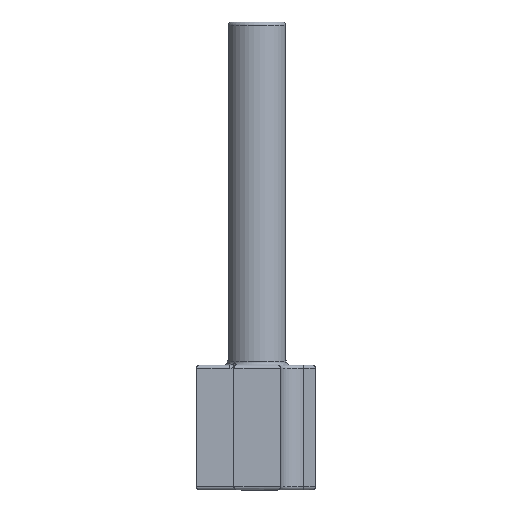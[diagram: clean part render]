
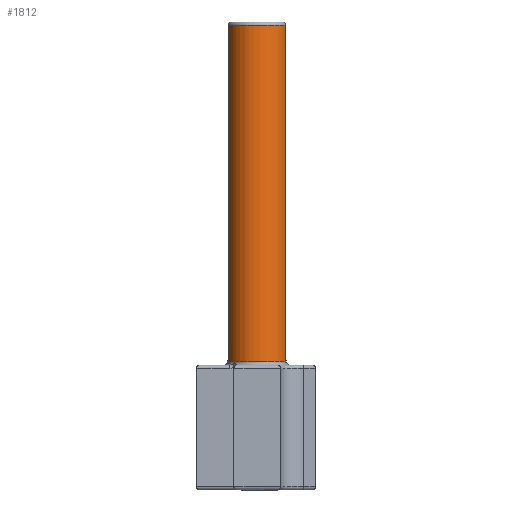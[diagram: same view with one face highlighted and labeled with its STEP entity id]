
A CAD part, top view. The second image highlights one B-rep face of the part: STEP entity #1812.
In plain terms, the highlighted cylindrical face has radius 4.75 mm (diameter 9.5 mm), a partial arc.
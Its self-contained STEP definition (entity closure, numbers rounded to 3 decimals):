
#104=CIRCLE('',#1955,4.75);
#108=CIRCLE('',#1964,4.75);
#145=CYLINDRICAL_SURFACE('',#1963,4.75);
#251=FACE_OUTER_BOUND('',#361,.T.);
#361=EDGE_LOOP('',(#1541,#1542,#1543,#1544));
#497=LINE('',#2907,#648);
#542=LINE('',#3168,#693);
#648=VECTOR('',#2176,10.);
#693=VECTOR('',#2325,10.);
#794=VERTEX_POINT('',#2872);
#797=VERTEX_POINT('',#2882);
#800=VERTEX_POINT('',#2892);
#853=VERTEX_POINT('',#3167);
#1004=EDGE_CURVE('',#800,#794,#497,.T.);
#1083=EDGE_CURVE('',#797,#853,#542,.T.);
#1089=EDGE_CURVE('',#794,#797,#104,.T.);
#1095=EDGE_CURVE('',#853,#800,#108,.T.);
#1541=ORIENTED_EDGE('',*,*,#1004,.F.);
#1542=ORIENTED_EDGE('',*,*,#1095,.F.);
#1543=ORIENTED_EDGE('',*,*,#1083,.F.);
#1544=ORIENTED_EDGE('',*,*,#1089,.F.);
#1812=ADVANCED_FACE('',(#251),#145,.T.);
#1955=AXIS2_PLACEMENT_3D('',#3193,#2337,#2338);
#1963=AXIS2_PLACEMENT_3D('',#3203,#2355,#2356);
#1964=AXIS2_PLACEMENT_3D('',#3204,#2357,#2358);
#2176=DIRECTION('',(0.,1.,0.));
#2325=DIRECTION('',(0.,-1.,0.));
#2337=DIRECTION('center_axis',(0.,1.,0.));
#2338=DIRECTION('ref_axis',(0.,0.,1.));
#2355=DIRECTION('center_axis',(0.,1.,0.));
#2356=DIRECTION('ref_axis',(-1.,0.,0.));
#2357=DIRECTION('center_axis',(0.,-1.,0.));
#2358=DIRECTION('ref_axis',(-0.99,0.,0.14));
#2872=CARTESIAN_POINT('',(-1.13,74.5,0.858));
#2882=CARTESIAN_POINT('',(8.024,74.5,0.858));
#2892=CARTESIAN_POINT('',(-1.13,20.5,0.858));
#2907=CARTESIAN_POINT('',(-1.13,20.,0.858));
#3167=CARTESIAN_POINT('',(8.024,20.5,0.858));
#3168=CARTESIAN_POINT('',(8.024,20.,0.858));
#3193=CARTESIAN_POINT('Origin',(3.447,74.5,-0.412));
#3203=CARTESIAN_POINT('Origin',(3.447,20.,-0.412));
#3204=CARTESIAN_POINT('Origin',(3.447,20.5,-0.412));
